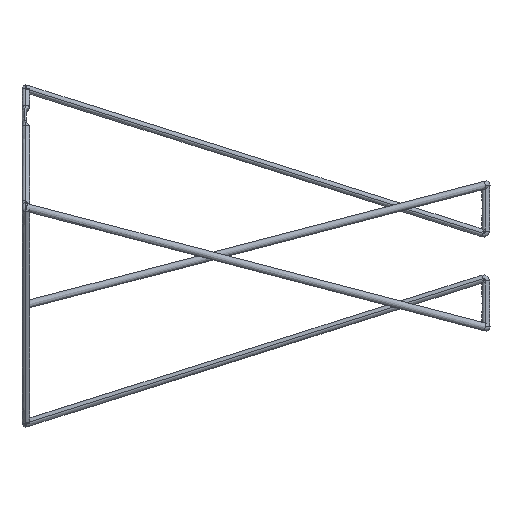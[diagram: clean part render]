
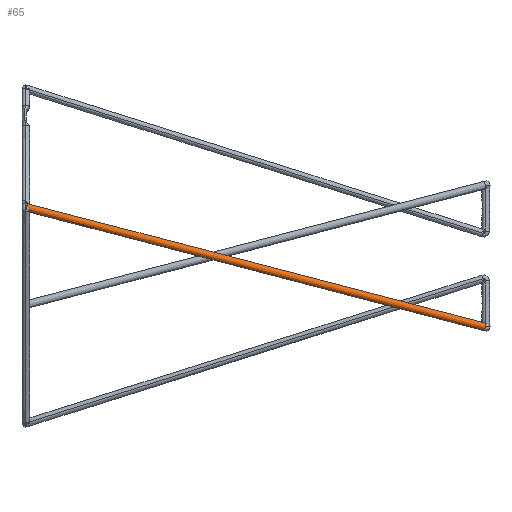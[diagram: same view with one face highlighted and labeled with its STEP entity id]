
A CAD part, left-side view. The second image highlights one B-rep face of the part: STEP entity #65.
In plain terms, the highlighted free-form (B-spline) face has degree [3, 2] with [4, 5] control points.
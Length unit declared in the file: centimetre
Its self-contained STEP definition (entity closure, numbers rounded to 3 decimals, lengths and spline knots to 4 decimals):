
#65=ADVANCED_FACE($,(#137),#767,.T.);
#137=FACE_OUTER_BOUND($,#209,.T.);
#209=EDGE_LOOP($,(#352,#353,#354,#355));
#352=ORIENTED_EDGE($,*,*,#582,.T.);
#353=ORIENTED_EDGE($,*,*,#572,.T.);
#354=ORIENTED_EDGE($,*,*,#573,.T.);
#355=ORIENTED_EDGE($,*,*,#580,.F.);
#572=EDGE_CURVE($,#690,#691,#848,.T.);
#573=EDGE_CURVE($,#691,#696,#849,.T.);
#580=EDGE_CURVE($,#695,#696,#856,.T.);
#582=EDGE_CURVE($,#695,#690,#858,.T.);
#690=VERTEX_POINT($,#2914);
#691=VERTEX_POINT($,#2915);
#695=VERTEX_POINT($,#2919);
#696=VERTEX_POINT($,#2920);
#767=(
BOUNDED_SURFACE()
B_SPLINE_SURFACE(3,2,((#2824,#2825,#2826,#2827,#2828),(#2829,#2830,#2831,
#2832,#2833),(#2834,#2835,#2836,#2837,#2838),(#2839,#2840,#2841,#2842,#2843)),
.UNSPECIFIED.,.F.,.F.,.F.)
B_SPLINE_SURFACE_WITH_KNOTS((4,4),(3,2,3),(0.,44.4503),(0.,0.5498,
1.0996),.UNSPECIFIED.)
GEOMETRIC_REPRESENTATION_ITEM()
RATIONAL_B_SPLINE_SURFACE(((1.,0.707,1.,0.707,1.),
(1.,0.707,1.,0.707,1.),(1.,0.707,1.,
0.707,1.),(1.,0.707,1.,0.707,1.)))
REPRESENTATION_ITEM($)
SURFACE()
);
#848=(
BOUNDED_CURVE()
B_SPLINE_CURVE(3,(#2656,#2657,#2658,#2659),.UNSPECIFIED.,.F.,.F.)
B_SPLINE_CURVE_WITH_KNOTS((4,4),(0.,44.4503),.UNSPECIFIED.)
CURVE()
GEOMETRIC_REPRESENTATION_ITEM()
RATIONAL_B_SPLINE_CURVE((1.,1.,1.,1.))
REPRESENTATION_ITEM($)
);
#849=(
BOUNDED_CURVE()
B_SPLINE_CURVE(2,(#2660,#2661,#2662,#2663,#2664),.UNSPECIFIED.,.F.,.F.)
B_SPLINE_CURVE_WITH_KNOTS((3,2,3),(0.,0.5498,1.0996),
.UNSPECIFIED.)
CURVE()
GEOMETRIC_REPRESENTATION_ITEM()
RATIONAL_B_SPLINE_CURVE((1.,0.707,1.,0.707,1.))
REPRESENTATION_ITEM($)
);
#856=(
BOUNDED_CURVE()
B_SPLINE_CURVE(3,(#2699,#2700,#2701,#2702),.UNSPECIFIED.,.F.,.F.)
B_SPLINE_CURVE_WITH_KNOTS((4,4),(0.,44.4503),.UNSPECIFIED.)
CURVE()
GEOMETRIC_REPRESENTATION_ITEM()
RATIONAL_B_SPLINE_CURVE((1.,1.,1.,1.))
REPRESENTATION_ITEM($)
);
#858=(
BOUNDED_CURVE()
B_SPLINE_CURVE(2,(#2708,#2709,#2710,#2711,#2712),.UNSPECIFIED.,.F.,.F.)
B_SPLINE_CURVE_WITH_KNOTS((3,2,3),(-1.0996,-0.5498,
0.),.UNSPECIFIED.)
CURVE()
GEOMETRIC_REPRESENTATION_ITEM()
RATIONAL_B_SPLINE_CURVE((1.,0.707,1.,0.707,1.))
REPRESENTATION_ITEM($)
);
#2656=CARTESIAN_POINT($,(-16.7538,153.9442,115.9658));
#2657=CARTESIAN_POINT($,(-13.4923,139.9589,112.3174));
#2658=CARTESIAN_POINT($,(-10.2308,125.9736,108.6691));
#2659=CARTESIAN_POINT($,(-6.9693,111.9883,105.0207));
#2660=CARTESIAN_POINT($,(-6.9693,111.9883,105.0207));
#2661=CARTESIAN_POINT($,(-7.3107,111.9138,105.0012));
#2662=CARTESIAN_POINT($,(-7.3107,111.8254,105.3399));
#2663=CARTESIAN_POINT($,(-7.3107,111.7371,105.6785));
#2664=CARTESIAN_POINT($,(-6.9693,111.8116,105.698));
#2699=CARTESIAN_POINT($,(-16.7538,153.7675,116.6432));
#2700=CARTESIAN_POINT($,(-13.4923,139.7822,112.9948));
#2701=CARTESIAN_POINT($,(-10.2308,125.7969,109.3464));
#2702=CARTESIAN_POINT($,(-6.9693,111.8116,105.698));
#2708=CARTESIAN_POINT($,(-16.7538,153.7675,116.6432));
#2709=CARTESIAN_POINT($,(-17.0952,153.6929,116.6237));
#2710=CARTESIAN_POINT($,(-17.0952,153.7813,116.285));
#2711=CARTESIAN_POINT($,(-17.0952,153.8696,115.9464));
#2712=CARTESIAN_POINT($,(-16.7538,153.9442,115.9658));
#2824=CARTESIAN_POINT($,(-16.7538,153.9442,115.9658));
#2825=CARTESIAN_POINT($,(-17.0952,153.8696,115.9464));
#2826=CARTESIAN_POINT($,(-17.0952,153.7813,116.285));
#2827=CARTESIAN_POINT($,(-17.0952,153.6929,116.6237));
#2828=CARTESIAN_POINT($,(-16.7538,153.7675,116.6432));
#2829=CARTESIAN_POINT($,(-13.4923,139.9589,112.3174));
#2830=CARTESIAN_POINT($,(-13.8337,139.8844,112.298));
#2831=CARTESIAN_POINT($,(-13.8337,139.796,112.6367));
#2832=CARTESIAN_POINT($,(-13.8337,139.7077,112.9753));
#2833=CARTESIAN_POINT($,(-13.4923,139.7822,112.9948));
#2834=CARTESIAN_POINT($,(-10.2308,125.9736,108.6691));
#2835=CARTESIAN_POINT($,(-10.5722,125.8991,108.6496));
#2836=CARTESIAN_POINT($,(-10.5722,125.8107,108.9883));
#2837=CARTESIAN_POINT($,(-10.5722,125.7224,109.3269));
#2838=CARTESIAN_POINT($,(-10.2308,125.7969,109.3464));
#2839=CARTESIAN_POINT($,(-6.9693,111.9883,105.0207));
#2840=CARTESIAN_POINT($,(-7.3107,111.9138,105.0012));
#2841=CARTESIAN_POINT($,(-7.3107,111.8254,105.3399));
#2842=CARTESIAN_POINT($,(-7.3107,111.7371,105.6785));
#2843=CARTESIAN_POINT($,(-6.9693,111.8116,105.698));
#2914=CARTESIAN_POINT($,(-16.7538,153.9442,115.9658));
#2915=CARTESIAN_POINT($,(-6.9693,111.9883,105.0207));
#2919=CARTESIAN_POINT($,(-16.7538,153.7675,116.6432));
#2920=CARTESIAN_POINT($,(-6.9693,111.8116,105.698));
